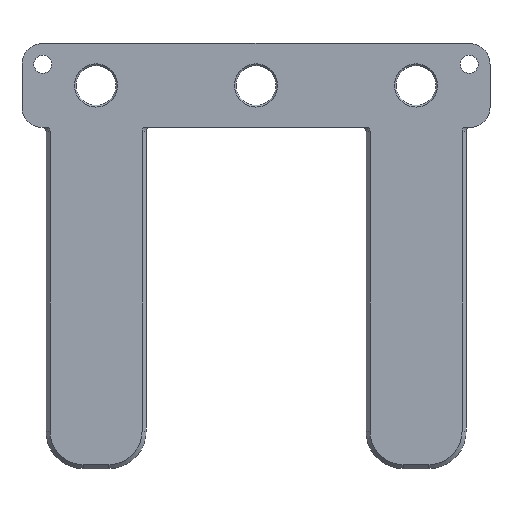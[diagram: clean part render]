
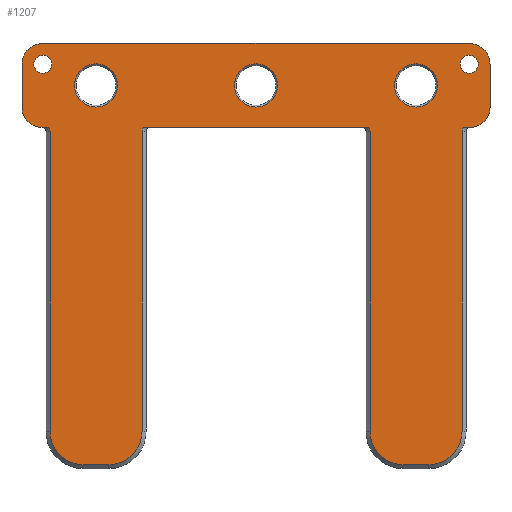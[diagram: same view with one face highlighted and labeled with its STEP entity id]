
A CAD part, top view. The second image highlights one B-rep face of the part: STEP entity #1207.
In plain terms, the highlighted planar face has unit normal (0, 0, 1).
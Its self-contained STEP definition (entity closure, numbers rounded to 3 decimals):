
#32=FACE_BOUND('',#160,.T.);
#33=FACE_BOUND('',#161,.T.);
#34=FACE_BOUND('',#162,.T.);
#35=FACE_BOUND('',#163,.T.);
#36=FACE_BOUND('',#164,.T.);
#42=PLANE('',#1299);
#83=FACE_OUTER_BOUND('',#159,.T.);
#159=EDGE_LOOP('',(#829,#830,#831,#832,#833,#834,#835,#836,#837,#838,#839,
#840,#841,#842,#843,#844,#845,#846,#847,#848,#849,#850,#851,#852));
#160=EDGE_LOOP('',(#853));
#161=EDGE_LOOP('',(#854));
#162=EDGE_LOOP('',(#855));
#163=EDGE_LOOP('',(#856));
#164=EDGE_LOOP('',(#857));
#245=LINE('',#1819,#367);
#246=LINE('',#1823,#368);
#247=LINE('',#1827,#369);
#248=LINE('',#1831,#370);
#249=LINE('',#1835,#371);
#250=LINE('',#1839,#372);
#251=LINE('',#1843,#373);
#252=LINE('',#1847,#374);
#253=LINE('',#1851,#375);
#254=LINE('',#1855,#376);
#255=LINE('',#1859,#377);
#256=LINE('',#1862,#378);
#367=VECTOR('',#1438,10.);
#368=VECTOR('',#1441,10.);
#369=VECTOR('',#1444,10.);
#370=VECTOR('',#1447,10.);
#371=VECTOR('',#1450,10.);
#372=VECTOR('',#1453,10.);
#373=VECTOR('',#1456,10.);
#374=VECTOR('',#1459,10.);
#375=VECTOR('',#1462,10.);
#376=VECTOR('',#1465,10.);
#377=VECTOR('',#1468,10.);
#378=VECTOR('',#1471,10.);
#488=CIRCLE('',#1297,5.4);
#490=CIRCLE('',#1300,2.);
#491=CIRCLE('',#1301,8.283);
#492=CIRCLE('',#1302,8.283);
#493=CIRCLE('',#1303,2.);
#494=CIRCLE('',#1304,2.);
#495=CIRCLE('',#1305,8.283);
#496=CIRCLE('',#1306,8.283);
#497=CIRCLE('',#1307,2.);
#498=CIRCLE('',#1308,5.);
#499=CIRCLE('',#1309,5.2);
#500=CIRCLE('',#1310,5.2);
#501=CIRCLE('',#1311,5.);
#502=CIRCLE('',#1312,5.4);
#503=CIRCLE('',#1313,2.25);
#504=CIRCLE('',#1314,2.25);
#505=CIRCLE('',#1315,5.4);
#541=VERTEX_POINT('',#1809);
#543=VERTEX_POINT('',#1815);
#544=VERTEX_POINT('',#1816);
#545=VERTEX_POINT('',#1818);
#546=VERTEX_POINT('',#1820);
#547=VERTEX_POINT('',#1822);
#548=VERTEX_POINT('',#1824);
#549=VERTEX_POINT('',#1826);
#550=VERTEX_POINT('',#1828);
#551=VERTEX_POINT('',#1830);
#552=VERTEX_POINT('',#1832);
#553=VERTEX_POINT('',#1834);
#554=VERTEX_POINT('',#1836);
#555=VERTEX_POINT('',#1838);
#556=VERTEX_POINT('',#1840);
#557=VERTEX_POINT('',#1842);
#558=VERTEX_POINT('',#1844);
#559=VERTEX_POINT('',#1846);
#560=VERTEX_POINT('',#1848);
#561=VERTEX_POINT('',#1850);
#562=VERTEX_POINT('',#1852);
#563=VERTEX_POINT('',#1854);
#564=VERTEX_POINT('',#1856);
#565=VERTEX_POINT('',#1858);
#566=VERTEX_POINT('',#1860);
#567=VERTEX_POINT('',#1863);
#568=VERTEX_POINT('',#1865);
#569=VERTEX_POINT('',#1867);
#570=VERTEX_POINT('',#1869);
#646=EDGE_CURVE('',#541,#541,#488,.T.);
#649=EDGE_CURVE('',#543,#544,#490,.T.);
#650=EDGE_CURVE('',#545,#543,#245,.T.);
#651=EDGE_CURVE('',#546,#545,#491,.T.);
#652=EDGE_CURVE('',#547,#546,#246,.T.);
#653=EDGE_CURVE('',#548,#547,#492,.T.);
#654=EDGE_CURVE('',#549,#548,#247,.T.);
#655=EDGE_CURVE('',#550,#549,#493,.T.);
#656=EDGE_CURVE('',#550,#551,#248,.T.);
#657=EDGE_CURVE('',#552,#551,#494,.T.);
#658=EDGE_CURVE('',#553,#552,#249,.T.);
#659=EDGE_CURVE('',#554,#553,#495,.T.);
#660=EDGE_CURVE('',#555,#554,#250,.T.);
#661=EDGE_CURVE('',#556,#555,#496,.T.);
#662=EDGE_CURVE('',#557,#556,#251,.T.);
#663=EDGE_CURVE('',#558,#557,#497,.T.);
#664=EDGE_CURVE('',#558,#559,#252,.T.);
#665=EDGE_CURVE('',#559,#560,#498,.T.);
#666=EDGE_CURVE('',#560,#561,#253,.T.);
#667=EDGE_CURVE('',#561,#562,#499,.T.);
#668=EDGE_CURVE('',#562,#563,#254,.T.);
#669=EDGE_CURVE('',#563,#564,#500,.T.);
#670=EDGE_CURVE('',#564,#565,#255,.T.);
#671=EDGE_CURVE('',#565,#566,#501,.T.);
#672=EDGE_CURVE('',#566,#544,#256,.T.);
#673=EDGE_CURVE('',#567,#567,#502,.T.);
#674=EDGE_CURVE('',#568,#568,#503,.T.);
#675=EDGE_CURVE('',#569,#569,#504,.T.);
#676=EDGE_CURVE('',#570,#570,#505,.T.);
#829=ORIENTED_EDGE('',*,*,#649,.F.);
#830=ORIENTED_EDGE('',*,*,#650,.F.);
#831=ORIENTED_EDGE('',*,*,#651,.F.);
#832=ORIENTED_EDGE('',*,*,#652,.F.);
#833=ORIENTED_EDGE('',*,*,#653,.F.);
#834=ORIENTED_EDGE('',*,*,#654,.F.);
#835=ORIENTED_EDGE('',*,*,#655,.F.);
#836=ORIENTED_EDGE('',*,*,#656,.T.);
#837=ORIENTED_EDGE('',*,*,#657,.F.);
#838=ORIENTED_EDGE('',*,*,#658,.F.);
#839=ORIENTED_EDGE('',*,*,#659,.F.);
#840=ORIENTED_EDGE('',*,*,#660,.F.);
#841=ORIENTED_EDGE('',*,*,#661,.F.);
#842=ORIENTED_EDGE('',*,*,#662,.F.);
#843=ORIENTED_EDGE('',*,*,#663,.F.);
#844=ORIENTED_EDGE('',*,*,#664,.T.);
#845=ORIENTED_EDGE('',*,*,#665,.T.);
#846=ORIENTED_EDGE('',*,*,#666,.T.);
#847=ORIENTED_EDGE('',*,*,#667,.T.);
#848=ORIENTED_EDGE('',*,*,#668,.T.);
#849=ORIENTED_EDGE('',*,*,#669,.T.);
#850=ORIENTED_EDGE('',*,*,#670,.T.);
#851=ORIENTED_EDGE('',*,*,#671,.T.);
#852=ORIENTED_EDGE('',*,*,#672,.T.);
#853=ORIENTED_EDGE('',*,*,#673,.F.);
#854=ORIENTED_EDGE('',*,*,#674,.T.);
#855=ORIENTED_EDGE('',*,*,#675,.T.);
#856=ORIENTED_EDGE('',*,*,#676,.F.);
#857=ORIENTED_EDGE('',*,*,#646,.F.);
#1207=ADVANCED_FACE('',(#83,#32,#33,#34,#35,#36),#42,.F.);
#1297=AXIS2_PLACEMENT_3D('',#1810,#1429,#1430);
#1299=AXIS2_PLACEMENT_3D('',#1814,#1434,#1435);
#1300=AXIS2_PLACEMENT_3D('',#1817,#1436,#1437);
#1301=AXIS2_PLACEMENT_3D('',#1821,#1439,#1440);
#1302=AXIS2_PLACEMENT_3D('',#1825,#1442,#1443);
#1303=AXIS2_PLACEMENT_3D('',#1829,#1445,#1446);
#1304=AXIS2_PLACEMENT_3D('',#1833,#1448,#1449);
#1305=AXIS2_PLACEMENT_3D('',#1837,#1451,#1452);
#1306=AXIS2_PLACEMENT_3D('',#1841,#1454,#1455);
#1307=AXIS2_PLACEMENT_3D('',#1845,#1457,#1458);
#1308=AXIS2_PLACEMENT_3D('',#1849,#1460,#1461);
#1309=AXIS2_PLACEMENT_3D('',#1853,#1463,#1464);
#1310=AXIS2_PLACEMENT_3D('',#1857,#1466,#1467);
#1311=AXIS2_PLACEMENT_3D('',#1861,#1469,#1470);
#1312=AXIS2_PLACEMENT_3D('',#1864,#1472,#1473);
#1313=AXIS2_PLACEMENT_3D('',#1866,#1474,#1475);
#1314=AXIS2_PLACEMENT_3D('',#1868,#1476,#1477);
#1315=AXIS2_PLACEMENT_3D('',#1870,#1478,#1479);
#1429=DIRECTION('center_axis',(0.,0.,1.));
#1430=DIRECTION('ref_axis',(1.,0.,0.));
#1434=DIRECTION('center_axis',(0.,0.,-1.));
#1435=DIRECTION('ref_axis',(-1.,0.,0.));
#1436=DIRECTION('center_axis',(0.,0.,1.));
#1437=DIRECTION('ref_axis',(0.707,0.707,0.));
#1438=DIRECTION('',(0.,1.,0.));
#1439=DIRECTION('center_axis',(0.,0.,-1.));
#1440=DIRECTION('ref_axis',(-0.707,-0.707,0.));
#1441=DIRECTION('',(-1.,0.,0.));
#1442=DIRECTION('center_axis',(0.,0.,-1.));
#1443=DIRECTION('ref_axis',(0.707,-0.707,0.));
#1444=DIRECTION('',(0.,-1.,0.));
#1445=DIRECTION('center_axis',(0.,0.,1.));
#1446=DIRECTION('ref_axis',(-0.707,0.707,0.));
#1447=DIRECTION('',(1.,0.,0.));
#1448=DIRECTION('center_axis',(0.,0.,1.));
#1449=DIRECTION('ref_axis',(0.707,0.707,0.));
#1450=DIRECTION('',(0.,1.,0.));
#1451=DIRECTION('center_axis',(0.,0.,-1.));
#1452=DIRECTION('ref_axis',(-0.707,-0.707,0.));
#1453=DIRECTION('',(-1.,0.,0.));
#1454=DIRECTION('center_axis',(0.,0.,-1.));
#1455=DIRECTION('ref_axis',(0.707,-0.707,0.));
#1456=DIRECTION('',(0.,-1.,0.));
#1457=DIRECTION('center_axis',(0.,0.,1.));
#1458=DIRECTION('ref_axis',(-0.707,0.707,0.));
#1459=DIRECTION('',(1.,0.,0.));
#1460=DIRECTION('center_axis',(0.,0.,1.));
#1461=DIRECTION('ref_axis',(0.707,-0.707,0.));
#1462=DIRECTION('',(0.,1.,0.));
#1463=DIRECTION('center_axis',(0.,0.,1.));
#1464=DIRECTION('ref_axis',(1.,0.,0.));
#1465=DIRECTION('',(-1.,0.,0.));
#1466=DIRECTION('center_axis',(0.,0.,1.));
#1467=DIRECTION('ref_axis',(0.,1.,0.));
#1468=DIRECTION('',(0.,-1.,0.));
#1469=DIRECTION('center_axis',(0.,0.,1.));
#1470=DIRECTION('ref_axis',(-0.707,-0.707,0.));
#1471=DIRECTION('',(1.,0.,0.));
#1472=DIRECTION('center_axis',(0.,0.,1.));
#1473=DIRECTION('ref_axis',(1.,0.,0.));
#1474=DIRECTION('center_axis',(0.,0.,-1.));
#1475=DIRECTION('ref_axis',(1.,0.,0.));
#1476=DIRECTION('center_axis',(0.,0.,-1.));
#1477=DIRECTION('ref_axis',(1.,0.,0.));
#1478=DIRECTION('center_axis',(0.,0.,1.));
#1479=DIRECTION('ref_axis',(1.,0.,0.));
#1809=CARTESIAN_POINT('',(34.6,48.,-6.));
#1810=CARTESIAN_POINT('Origin',(40.,48.,-6.));
#1814=CARTESIAN_POINT('Origin',(-40.,-5.141,-6.));
#1815=CARTESIAN_POINT('',(-51.5,36.5,-6.));
#1816=CARTESIAN_POINT('',(-51.768,37.5,-6.));
#1817=CARTESIAN_POINT('Origin',(-53.5,36.5,-6.));
#1818=CARTESIAN_POINT('',(-51.5,-38.5,-6.));
#1819=CARTESIAN_POINT('',(-51.5,-26.462,-6.));
#1820=CARTESIAN_POINT('',(-43.217,-46.783,-6.));
#1821=CARTESIAN_POINT('Origin',(-43.217,-38.5,-6.));
#1822=CARTESIAN_POINT('',(-36.783,-46.783,-6.));
#1823=CARTESIAN_POINT('',(-33.75,-46.783,-6.));
#1824=CARTESIAN_POINT('',(-28.5,-38.5,-6.));
#1825=CARTESIAN_POINT('Origin',(-36.783,-38.5,-6.));
#1826=CARTESIAN_POINT('',(-28.5,36.5,-6.));
#1827=CARTESIAN_POINT('',(-28.5,16.179,-6.));
#1828=CARTESIAN_POINT('',(-28.232,37.5,-6.));
#1829=CARTESIAN_POINT('Origin',(-26.5,36.5,-6.));
#1830=CARTESIAN_POINT('',(28.232,37.5,-6.));
#1831=CARTESIAN_POINT('',(-29.25,37.5,-6.));
#1832=CARTESIAN_POINT('',(28.5,36.5,-6.));
#1833=CARTESIAN_POINT('Origin',(26.5,36.5,-6.));
#1834=CARTESIAN_POINT('',(28.5,-38.5,-6.));
#1835=CARTESIAN_POINT('',(28.5,16.179,-6.));
#1836=CARTESIAN_POINT('',(36.783,-46.783,-6.));
#1837=CARTESIAN_POINT('Origin',(36.783,-38.5,-6.));
#1838=CARTESIAN_POINT('',(43.217,-46.783,-6.));
#1839=CARTESIAN_POINT('',(33.75,-46.783,-6.));
#1840=CARTESIAN_POINT('',(51.5,-38.5,-6.));
#1841=CARTESIAN_POINT('Origin',(43.217,-38.5,-6.));
#1842=CARTESIAN_POINT('',(51.5,36.5,-6.));
#1843=CARTESIAN_POINT('',(51.5,-26.462,-6.));
#1844=CARTESIAN_POINT('',(51.768,37.5,-6.));
#1845=CARTESIAN_POINT('Origin',(53.5,36.5,-6.));
#1846=CARTESIAN_POINT('',(53.5,37.5,-6.));
#1847=CARTESIAN_POINT('',(-29.25,37.5,-6.));
#1848=CARTESIAN_POINT('',(58.5,42.5,-6.));
#1849=CARTESIAN_POINT('Origin',(53.5,42.5,-6.));
#1850=CARTESIAN_POINT('',(58.5,53.3,-6.));
#1851=CARTESIAN_POINT('',(58.5,21.429,-6.));
#1852=CARTESIAN_POINT('',(53.3,58.5,-6.));
#1853=CARTESIAN_POINT('Origin',(53.3,53.3,-6.));
#1854=CARTESIAN_POINT('',(-53.3,58.5,-6.));
#1855=CARTESIAN_POINT('',(26.65,58.5,-6.));
#1856=CARTESIAN_POINT('',(-58.5,53.3,-6.));
#1857=CARTESIAN_POINT('Origin',(-53.3,53.3,-6.));
#1858=CARTESIAN_POINT('',(-58.5,42.5,-6.));
#1859=CARTESIAN_POINT('',(-58.5,29.329,-6.));
#1860=CARTESIAN_POINT('',(-53.5,37.5,-6.));
#1861=CARTESIAN_POINT('Origin',(-53.5,42.5,-6.));
#1862=CARTESIAN_POINT('',(-29.25,37.5,-6.));
#1863=CARTESIAN_POINT('',(-5.4,48.,-6.));
#1864=CARTESIAN_POINT('Origin',(0.,48.,-6.));
#1865=CARTESIAN_POINT('',(51.05,53.3,-6.));
#1866=CARTESIAN_POINT('Origin',(53.3,53.3,-6.));
#1867=CARTESIAN_POINT('',(-55.55,53.3,-6.));
#1868=CARTESIAN_POINT('Origin',(-53.3,53.3,-6.));
#1869=CARTESIAN_POINT('',(-45.4,48.,-6.));
#1870=CARTESIAN_POINT('Origin',(-40.,48.,-6.));
